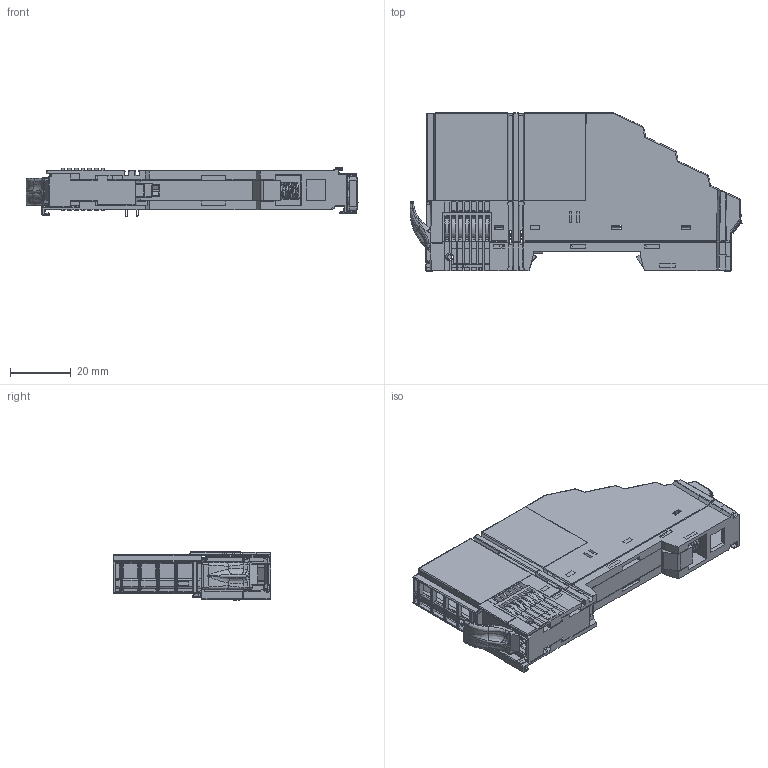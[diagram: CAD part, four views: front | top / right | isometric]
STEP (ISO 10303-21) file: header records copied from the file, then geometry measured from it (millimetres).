
FILE_DESCRIPTION((''),'2;1');
FILE_NAME('001-1BA10_DET5','2015-07-03T',('TReuther'),(''),'PRO/ENGINEER BY PARAMETRIC TECHNOLOGY CORPORATION, 2013320','PRO/ENGINEER BY PARAMETRIC TECHNOLOGY CORPORATION, 2013320','');
FILE_SCHEMA(('CONFIG_CONTROL_DESIGN'));
Products named in the file (1): 001-1BA10_DET5
Bounding box: 109.41 x 52.05 x 15.95 mm (x, y, z)
Surface area: 19663.7 mm2 (no closed solid volume)
Topology: 0 solids, 106 shells, 719 faces, 3849 edges, 3130 vertices
Faces by surface type: plane 361, cylinder 187, torus 77, bspline 69, extrusion 19, cone 5, revolution 1
Entity records: 47825 total; most frequent: CARTESIAN_POINT 20252, DIRECTION 5006, ORIENTED_EDGE 4941, EDGE_CURVE 3849, VERTEX_POINT 3130, VECTOR 2383, LINE 2364, AXIS2_PLACEMENT_3D 1311
